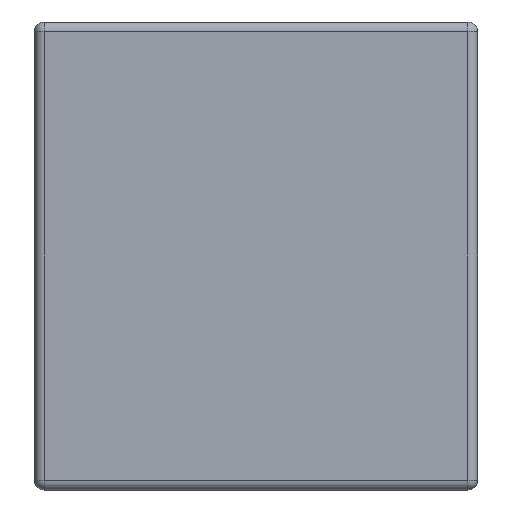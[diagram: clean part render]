
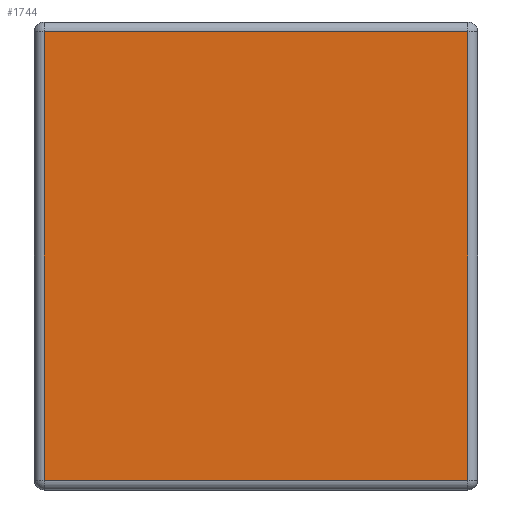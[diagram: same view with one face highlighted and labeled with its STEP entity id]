
A CAD part, left-side view. The second image highlights one B-rep face of the part: STEP entity #1744.
In plain terms, the highlighted planar face has unit normal (-1, 0, 0).
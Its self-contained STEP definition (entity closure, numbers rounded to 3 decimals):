
#57 = ORIENTED_EDGE ( 'NONE', *, *, #3089, .T. ) ;
#155 = EDGE_LOOP ( 'NONE', ( #57, #2083, #2978, #4622 ) ) ;
#569 = DIRECTION ( 'NONE',  ( 0., -1., 0. ) ) ;
#572 = VERTEX_POINT ( 'NONE', #1271 ) ;
#625 = CARTESIAN_POINT ( 'NONE',  ( 0., 0.02, 0. ) ) ;
#859 = VERTEX_POINT ( 'NONE', #2586 ) ;
#1068 = VECTOR ( 'NONE', #2916, 1000. ) ;
#1257 = DIRECTION ( 'NONE',  ( -1., 0., 0. ) ) ;
#1271 = CARTESIAN_POINT ( 'NONE',  ( 0., 0.88, -0.02 ) ) ;
#1295 = CARTESIAN_POINT ( 'NONE',  ( 0., 0.02, -0.02 ) ) ;
#1305 = LINE ( 'NONE', #625, #3520 ) ;
#1536 = CARTESIAN_POINT ( 'NONE',  ( 0., 0., 0. ) ) ;
#1565 = VECTOR ( 'NONE', #569, 1000. ) ;
#1608 = PLANE ( 'NONE',  #2220 ) ;
#1744 = ADVANCED_FACE ( 'NONE', ( #2246 ), #1608, .T. ) ;
#2083 = ORIENTED_EDGE ( 'NONE', *, *, #2631, .T. ) ;
#2118 = CARTESIAN_POINT ( 'NONE',  ( 0., 0.88, -0.95 ) ) ;
#2220 = AXIS2_PLACEMENT_3D ( 'NONE', #1536, #1257, #2630 ) ;
#2246 = FACE_OUTER_BOUND ( 'NONE', #155, .T. ) ;
#2433 = DIRECTION ( 'NONE',  ( 0., 0., 1. ) ) ;
#2586 = CARTESIAN_POINT ( 'NONE',  ( 0., 0.02, -0.93 ) ) ;
#2630 = DIRECTION ( 'NONE',  ( 0., 0., 1. ) ) ;
#2631 = EDGE_CURVE ( 'NONE', #859, #4362, #1305, .T. ) ;
#2916 = DIRECTION ( 'NONE',  ( 0., 1., 0. ) ) ;
#2978 = ORIENTED_EDGE ( 'NONE', *, *, #4089, .T. ) ;
#3089 = EDGE_CURVE ( 'NONE', #3813, #859, #3408, .T. ) ;
#3100 = CARTESIAN_POINT ( 'NONE',  ( 0., 0.88, -0.93 ) ) ;
#3199 = EDGE_CURVE ( 'NONE', #572, #3813, #3603, .T. ) ;
#3408 = LINE ( 'NONE', #4183, #1565 ) ;
#3520 = VECTOR ( 'NONE', #2433, 1000. ) ;
#3574 = DIRECTION ( 'NONE',  ( 0., 0., -1. ) ) ;
#3603 = LINE ( 'NONE', #2118, #4037 ) ;
#3813 = VERTEX_POINT ( 'NONE', #3100 ) ;
#3947 = CARTESIAN_POINT ( 'NONE',  ( 0., 0.9, -0.02 ) ) ;
#4037 = VECTOR ( 'NONE', #3574, 1000. ) ;
#4089 = EDGE_CURVE ( 'NONE', #4362, #572, #4638, .T. ) ;
#4183 = CARTESIAN_POINT ( 'NONE',  ( 0., 0., -0.93 ) ) ;
#4362 = VERTEX_POINT ( 'NONE', #1295 ) ;
#4622 = ORIENTED_EDGE ( 'NONE', *, *, #3199, .T. ) ;
#4638 = LINE ( 'NONE', #3947, #1068 ) ;
